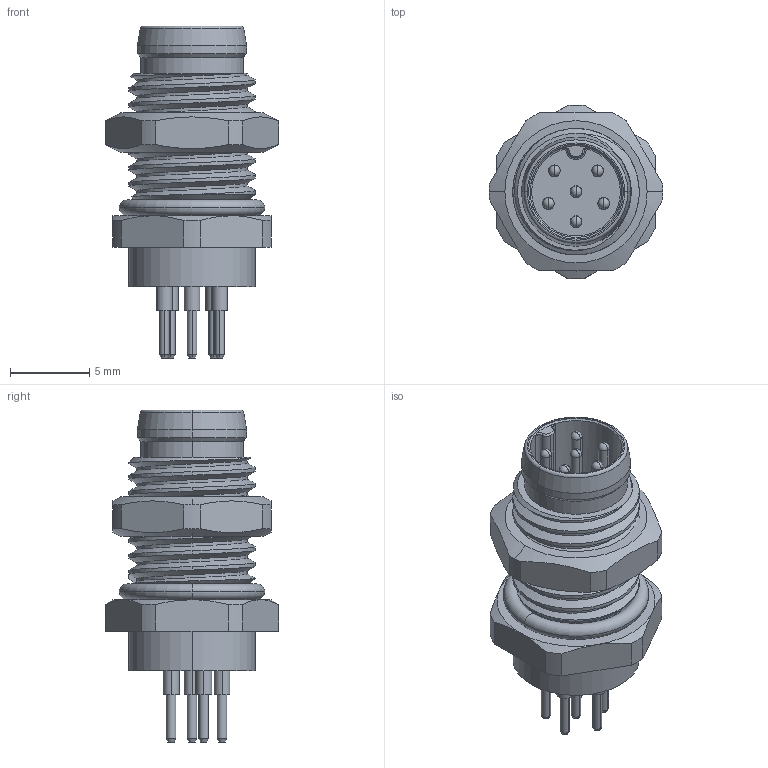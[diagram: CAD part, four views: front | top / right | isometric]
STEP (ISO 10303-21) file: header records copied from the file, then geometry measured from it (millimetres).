
FILE_DESCRIPTION((''),'2;1');
FILE_NAME('PRT000122366','2025-09-23T',('gongcheng16'),(''),'PRO/ENGINEER BY PARAMETRIC TECHNOLOGY CORPORATION, 2010280','PRO/ENGINEER BY PARAMETRIC TECHNOLOGY CORPORATION, 2010280','');
FILE_SCHEMA(('CONFIG_CONTROL_DESIGN'));
Length unit declared in the file: millimetre
Products named in the file (1): PRT000122366
Bounding box: 11 x 10.99 x 21 mm (x, y, z)
Volume: 243.2 mm3; surface area: 2426.2 mm2
Topology: 1 solids, 11 shells, 429 faces, 957 edges, 587 vertices
Faces by surface type: cylinder 185, plane 118, cone 87, torus 15, bspline 12, sphere 12
Entity records: 15316 total; most frequent: CARTESIAN_POINT 5605, DIRECTION 2162, ORIENTED_EDGE 1890, EDGE_CURVE 945, AXIS2_PLACEMENT_3D 891, VERTEX_POINT 587, EDGE_LOOP 496, CIRCLE 473
